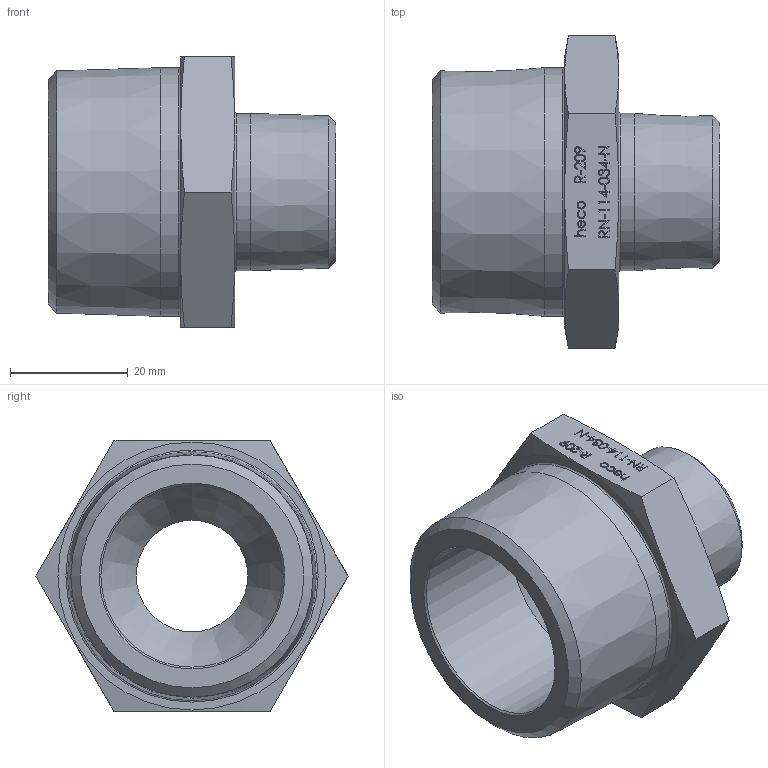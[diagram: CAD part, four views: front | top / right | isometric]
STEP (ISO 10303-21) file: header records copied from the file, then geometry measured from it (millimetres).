
FILE_DESCRIPTION (( 'STEP AP214' ), '1' );
FILE_NAME ('heco RN-114-034-N R-209 2011.STEP', '2020-11-04T12:36:36', ( '' ), ( '' ), 'SwSTEP 2.0', 'SolidWorks 2019', '' );
FILE_SCHEMA (( 'AUTOMOTIVE_DESIGN' ));
Length unit declared in the file: millimetre
Products named in the file (1): heco RN-114-034-N R-209 2011
Bounding box: 49 x 53.12 x 46.01 mm (x, y, z)
Volume: 31430.4 mm3; surface area: 12090.1 mm2
Topology: 1 solids, 1 shells, 268 faces, 696 edges, 462 vertices
Faces by surface type: plane 161, bspline 92, cone 9, cylinder 4, torus 2
Full cylindrical faces by diameter (mm): 19 x1, 26.753 x1, 31 x1, 42.31 x1
Entity records: 15885 total; most frequent: CARTESIAN_POINT 7440, ORIENTED_EDGE 1350, DIRECTION 851, EDGE_CURVE 675, VECTOR 461, LINE 461, VERTEX_POINT 456, EDGE_LOOP 317
